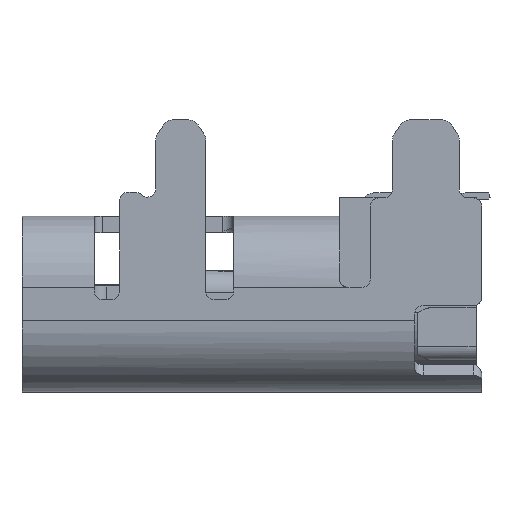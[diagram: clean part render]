
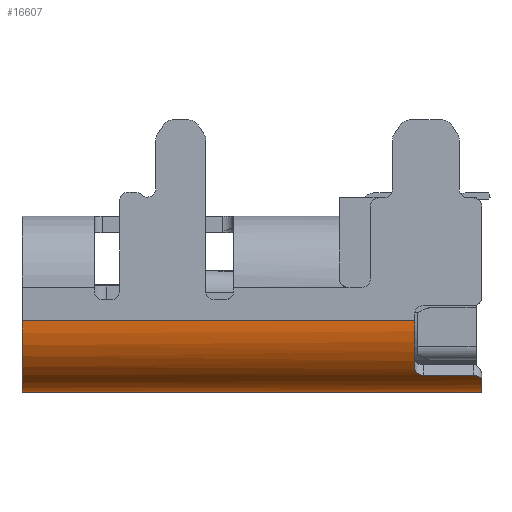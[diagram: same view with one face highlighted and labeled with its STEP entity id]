
A CAD part, front view. The second image highlights one B-rep face of the part: STEP entity #16607.
In plain terms, the highlighted cylindrical face has radius 1.28 mm (diameter 2.56 mm), a partial arc.
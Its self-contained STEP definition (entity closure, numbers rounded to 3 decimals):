
#641 = EDGE_CURVE ( 'NONE', #25121, #19792, #36716, .T. ) ;
#697 = CARTESIAN_POINT ( 'NONE',  ( -19.13, -0.621, -1.159 ) ) ;
#845 = CARTESIAN_POINT ( 'NONE',  ( -17.93, 0.317, -1.568 ) ) ;
#2948 = VERTEX_POINT ( 'NONE', #37709 ) ;
#3002 = FACE_OUTER_BOUND ( 'NONE', #6947, .T. ) ;
#3079 = CARTESIAN_POINT ( 'NONE',  ( -17.93, -0.386, -1.358 ) ) ;
#3400 = EDGE_CURVE ( 'NONE', #19792, #26404, #41309, .T. ) ;
#4450 = CARTESIAN_POINT ( 'NONE',  ( -17.93, -0.386, -1.358 ) ) ;
#4622 = ORIENTED_EDGE ( 'NONE', *, *, #17284, .T. ) ;
#4861 = DIRECTION ( 'NONE',  ( 0., -1., 0. ) ) ;
#5386 = CARTESIAN_POINT ( 'NONE',  ( -18.08, -0.511, -1.264 ) ) ;
#5791 = VECTOR ( 'NONE', #40063, 1000. ) ;
#5919 = DIRECTION ( 'NONE',  ( -1., 0., 0. ) ) ;
#6481 = DIRECTION ( 'NONE',  ( -1., 0., 0. ) ) ;
#6947 = EDGE_LOOP ( 'NONE', ( #37411, #20997, #38800, #8618, #4622, #19424, #7285, #35669 ) ) ;
#7206 = CARTESIAN_POINT ( 'NONE',  ( -19.02, -0.511, -1.264 ) ) ;
#7285 = ORIENTED_EDGE ( 'NONE', *, *, #3400, .T. ) ;
#7727 = CARTESIAN_POINT ( 'NONE',  ( -18.98, -0.511, -1.264 ) ) ;
#7763 = CARTESIAN_POINT ( 'NONE',  ( -18.003, -0.499, -1.274 ) ) ;
#8221 = AXIS2_PLACEMENT_3D ( 'NONE', #42361, #26060, #4861 ) ;
#8618 = ORIENTED_EDGE ( 'NONE', *, *, #29124, .T. ) ;
#9054 = DIRECTION ( 'NONE',  ( 0., 1., 0. ) ) ;
#11391 = AXIS2_PLACEMENT_3D ( 'NONE', #34180, #6481, #20111 ) ;
#11574 = CARTESIAN_POINT ( 'NONE',  ( -18.04, -0.511, -1.264 ) ) ;
#12143 = CARTESIAN_POINT ( 'NONE',  ( -19.13, 0.317, -0.288 ) ) ;
#12524 = DIRECTION ( 'NONE',  ( 1., 0., 0. ) ) ;
#12826 = DIRECTION ( 'NONE',  ( -1., 0., 0. ) ) ;
#13620 = B_SPLINE_CURVE_WITH_KNOTS ( 'NONE', 3,
 ( #3079, #34999, #28955, #7763, #11574, #31463 ),
 .UNSPECIFIED., .F., .F.,
 ( 4, 2, 4 ),
 ( 0., 0.5, 1. ),
 .UNSPECIFIED. ) ;
#14436 = EDGE_CURVE ( 'NONE', #2948, #35139, #16107, .T. ) ;
#14555 = CARTESIAN_POINT ( 'NONE',  ( -19.13, -0.594, -1.188 ) ) ;
#14816 = DIRECTION ( 'NONE',  ( -1., 0., 0. ) ) ;
#14996 = CARTESIAN_POINT ( 'NONE',  ( -19.059, -0.524, -1.253 ) ) ;
#16102 = CARTESIAN_POINT ( 'NONE',  ( -26.18, -0.963, -0.288 ) ) ;
#16107 = CIRCLE ( 'NONE', #8221, 1.28 ) ;
#16607 = ADVANCED_FACE ( 'NONE', ( #3002 ), #40304, .T. ) ;
#17239 = VERTEX_POINT ( 'NONE', #44174 ) ;
#17284 = EDGE_CURVE ( 'NONE', #36120, #25121, #13620, .T. ) ;
#19424 = ORIENTED_EDGE ( 'NONE', *, *, #641, .T. ) ;
#19792 = VERTEX_POINT ( 'NONE', #7727 ) ;
#20111 = DIRECTION ( 'NONE',  ( 0., 0., -1. ) ) ;
#20859 = AXIS2_PLACEMENT_3D ( 'NONE', #12143, #14816, #39340 ) ;
#20997 = ORIENTED_EDGE ( 'NONE', *, *, #14436, .T. ) ;
#21252 = CARTESIAN_POINT ( 'NONE',  ( -19.115, -0.567, -1.215 ) ) ;
#25121 = VERTEX_POINT ( 'NONE', #5386 ) ;
#26060 = DIRECTION ( 'NONE',  ( 1., 0., 0. ) ) ;
#26404 = VERTEX_POINT ( 'NONE', #35909 ) ;
#26877 = CARTESIAN_POINT ( 'NONE',  ( -18.08, -0.511, -1.264 ) ) ;
#28833 = VECTOR ( 'NONE', #12524, 1000. ) ;
#28955 = CARTESIAN_POINT ( 'NONE',  ( -17.947, -0.454, -1.31 ) ) ;
#29124 = EDGE_CURVE ( 'NONE', #40815, #36120, #41988, .T. ) ;
#29944 = EDGE_CURVE ( 'NONE', #40815, #35139, #43367, .T. ) ;
#31463 = CARTESIAN_POINT ( 'NONE',  ( -18.08, -0.511, -1.264 ) ) ;
#31534 = CARTESIAN_POINT ( 'NONE',  ( -18.98, -0.511, -1.264 ) ) ;
#34180 = CARTESIAN_POINT ( 'NONE',  ( -17.93, 0.317, -0.288 ) ) ;
#34292 = VECTOR ( 'NONE', #12826, 1000. ) ;
#34881 = CARTESIAN_POINT ( 'NONE',  ( -26.18, 0.317, -1.568 ) ) ;
#34999 = CARTESIAN_POINT ( 'NONE',  ( -17.93, -0.422, -1.334 ) ) ;
#35139 = VERTEX_POINT ( 'NONE', #34881 ) ;
#35669 = ORIENTED_EDGE ( 'NONE', *, *, #40192, .T. ) ;
#35909 = CARTESIAN_POINT ( 'NONE',  ( -19.13, -0.621, -1.159 ) ) ;
#36120 = VERTEX_POINT ( 'NONE', #4450 ) ;
#36716 = LINE ( 'NONE', #26877, #5791 ) ;
#36973 = CARTESIAN_POINT ( 'NONE',  ( -18.326, 0.317, -0.288 ) ) ;
#37411 = ORIENTED_EDGE ( 'NONE', *, *, #41422, .F. ) ;
#37709 = CARTESIAN_POINT ( 'NONE',  ( -26.18, -0.963, -0.288 ) ) ;
#37936 = CARTESIAN_POINT ( 'NONE',  ( -17.93, 0.317, -1.568 ) ) ;
#38366 = AXIS2_PLACEMENT_3D ( 'NONE', #36973, #5919, #9054 ) ;
#38800 = ORIENTED_EDGE ( 'NONE', *, *, #29944, .F. ) ;
#39340 = DIRECTION ( 'NONE',  ( 0., -0.733, -0.68 ) ) ;
#40063 = DIRECTION ( 'NONE',  ( -1., 0., 0. ) ) ;
#40101 = CIRCLE ( 'NONE', #20859, 1.28 ) ;
#40192 = EDGE_CURVE ( 'NONE', #26404, #17239, #40101, .T. ) ;
#40304 = CYLINDRICAL_SURFACE ( 'NONE', #38366, 1.28 ) ;
#40815 = VERTEX_POINT ( 'NONE', #845 ) ;
#41309 = B_SPLINE_CURVE_WITH_KNOTS ( 'NONE', 3,
 ( #31534, #7206, #14996, #21252, #14555, #697 ),
 .UNSPECIFIED., .F., .F.,
 ( 4, 2, 4 ),
 ( 0., 0.5, 1. ),
 .UNSPECIFIED. ) ;
#41422 = EDGE_CURVE ( 'NONE', #2948, #17239, #43742, .T. ) ;
#41988 = CIRCLE ( 'NONE', #11391, 1.28 ) ;
#42361 = CARTESIAN_POINT ( 'NONE',  ( -26.18, 0.317, -0.288 ) ) ;
#43367 = LINE ( 'NONE', #37936, #34292 ) ;
#43742 = LINE ( 'NONE', #16102, #28833 ) ;
#44174 = CARTESIAN_POINT ( 'NONE',  ( -19.13, -0.963, -0.288 ) ) ;
